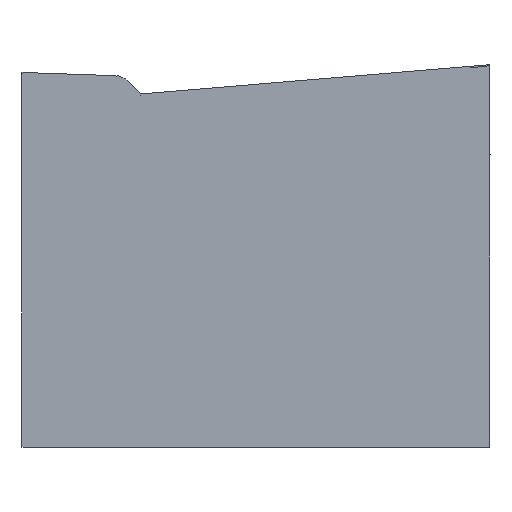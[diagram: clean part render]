
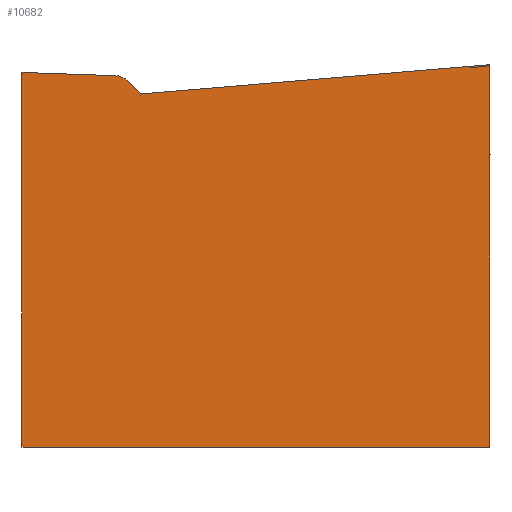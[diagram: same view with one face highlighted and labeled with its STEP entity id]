
A CAD part, left-side view. The second image highlights one B-rep face of the part: STEP entity #10682.
In plain terms, the highlighted free-form (B-spline) face has degree [1, 1] with [2, 2] control points.
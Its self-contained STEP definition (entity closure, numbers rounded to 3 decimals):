
#1600 = VERTEX_POINT('',#1601);
#1601 = CARTESIAN_POINT('',(-267.355,38.702,
    317.707));
#1610 = EDGE_CURVE('',#1611,#1600,#1613,.T.);
#1611 = VERTEX_POINT('',#1612);
#1612 = CARTESIAN_POINT('',(-267.355,38.702,
    231.702));
#1613 = B_SPLINE_CURVE_WITH_KNOTS('',1,(#1614,#1615),.UNSPECIFIED.,.F.,
  .F.,(2,2),(-30.437,30.437),.PIECEWISE_BEZIER_KNOTS.);
#1614 = CARTESIAN_POINT('',(-267.355,38.702,
    231.702));
#1615 = CARTESIAN_POINT('',(-267.355,38.702,
    317.707));
#2380 = VERTEX_POINT('',#2381);
#2381 = CARTESIAN_POINT('',(-267.355,117.29,
    311.123));
#2388 = EDGE_CURVE('',#2380,#1600,#2389,.T.);
#2389 = B_SPLINE_CURVE_WITH_KNOTS('',4,(#2390,#2391,#2392,#2393,#2394),
  .UNSPECIFIED.,.F.,.F.,(5,5),(0.025,77.468),
  .PIECEWISE_BEZIER_KNOTS.);
#2390 = CARTESIAN_POINT('',(-267.355,117.29,
    311.123));
#2391 = CARTESIAN_POINT('',(-267.355,97.654,
    312.223));
#2392 = CARTESIAN_POINT('',(-267.355,78.001,
    313.705));
#2393 = CARTESIAN_POINT('',(-267.355,58.332,
    315.56));
#2394 = CARTESIAN_POINT('',(-267.355,38.702,
    317.707));
#5305 = VERTEX_POINT('',#5306);
#5306 = CARTESIAN_POINT('',(-267.355,119.864,
    313.845));
#5355 = EDGE_CURVE('',#2380,#5305,#5356,.T.);
#5356 = B_SPLINE_CURVE_WITH_KNOTS('',2,(#5357,#5358,#5359),
  .UNSPECIFIED.,.F.,.F.,(3,3),(0.22,3.97),
  .PIECEWISE_BEZIER_KNOTS.);
#5357 = CARTESIAN_POINT('',(-267.355,117.29,
    311.123));
#5358 = CARTESIAN_POINT('',(-267.355,118.577,
    312.484));
#5359 = CARTESIAN_POINT('',(-267.355,119.864,
    313.845));
#8388 = VERTEX_POINT('',#8389);
#8389 = CARTESIAN_POINT('',(-267.355,143.9,
    231.702));
#8394 = EDGE_CURVE('',#8395,#8388,#8397,.T.);
#8395 = VERTEX_POINT('',#8396);
#8396 = CARTESIAN_POINT('',(-267.355,143.9,
    315.962));
#8397 = B_SPLINE_CURVE_WITH_KNOTS('',1,(#8398,#8399),.UNSPECIFIED.,.F.,
  .F.,(2,2),(-29.82,29.82),.PIECEWISE_BEZIER_KNOTS.);
#8398 = CARTESIAN_POINT('',(-267.355,143.9,
    315.962));
#8399 = CARTESIAN_POINT('',(-267.355,143.9,
    231.702));
#9078 = EDGE_CURVE('',#9079,#8395,#9081,.T.);
#9079 = VERTEX_POINT('',#9080);
#9080 = CARTESIAN_POINT('',(-267.355,122.809,
    315.238));
#9081 = B_SPLINE_CURVE_WITH_KNOTS('',3,(#9082,#9083,#9084,#9085),
  .UNSPECIFIED.,.F.,.F.,(4,4),(0.073,21.189),
  .PIECEWISE_BEZIER_KNOTS.);
#9082 = CARTESIAN_POINT('',(-267.355,122.809,
    315.238));
#9083 = CARTESIAN_POINT('',(-267.355,129.84,
    315.479));
#9084 = CARTESIAN_POINT('',(-267.355,136.87,
    315.721));
#9085 = CARTESIAN_POINT('',(-267.355,143.9,
    315.962));
#10130 = EDGE_CURVE('',#9079,#5305,#10131,.T.);
#10131 = B_SPLINE_CURVE_WITH_KNOTS('',4,(#10132,#10133,#10134,#10135,
    #10136),.UNSPECIFIED.,.F.,.F.,(5,5),(0.,3.954),
  .PIECEWISE_BEZIER_KNOTS.);
#10132 = CARTESIAN_POINT('',(-267.355,122.809,
    315.238));
#10133 = CARTESIAN_POINT('',(-267.355,121.972,
    315.209));
#10134 = CARTESIAN_POINT('',(-267.355,121.144,
    314.93));
#10135 = CARTESIAN_POINT('',(-267.355,120.437,
    314.45));
#10136 = CARTESIAN_POINT('',(-267.355,119.864,
    313.845));
#10682 = ADVANCED_FACE('',(#10683),#10696,.F.);
#10683 = FACE_BOUND('',#10684,.T.);
#10684 = EDGE_LOOP('',(#10685,#10686,#10691,#10692,#10693,#10694,#10695)
  );
#10685 = ORIENTED_EDGE('',*,*,#8394,.T.);
#10686 = ORIENTED_EDGE('',*,*,#10687,.F.);
#10687 = EDGE_CURVE('',#1611,#8388,#10688,.T.);
#10688 = B_SPLINE_CURVE_WITH_KNOTS('',1,(#10689,#10690),.UNSPECIFIED.,
  .F.,.F.,(2,2),(-37.23,37.23),
  .PIECEWISE_BEZIER_KNOTS.);
#10689 = CARTESIAN_POINT('',(-267.355,38.702,
    231.702));
#10690 = CARTESIAN_POINT('',(-267.355,143.9,
    231.702));
#10691 = ORIENTED_EDGE('',*,*,#1610,.T.);
#10692 = ORIENTED_EDGE('',*,*,#2388,.F.);
#10693 = ORIENTED_EDGE('',*,*,#5355,.T.);
#10694 = ORIENTED_EDGE('',*,*,#10130,.F.);
#10695 = ORIENTED_EDGE('',*,*,#9078,.T.);
#10696 = B_SPLINE_SURFACE_WITH_KNOTS('',1,1,(
    (#10697,#10698)
    ,(#10699,#10700
    )),.UNSPECIFIED.,.F.,.F.,.F.,(2,2),(2,2),(0.,74.46),(0.,
    60.875),.PIECEWISE_BEZIER_KNOTS.);
#10697 = CARTESIAN_POINT('',(-267.355,38.702,
    231.702));
#10698 = CARTESIAN_POINT('',(-267.355,38.702,
    317.707));
#10699 = CARTESIAN_POINT('',(-267.355,143.9,
    231.702));
#10700 = CARTESIAN_POINT('',(-267.355,143.9,
    317.707));
